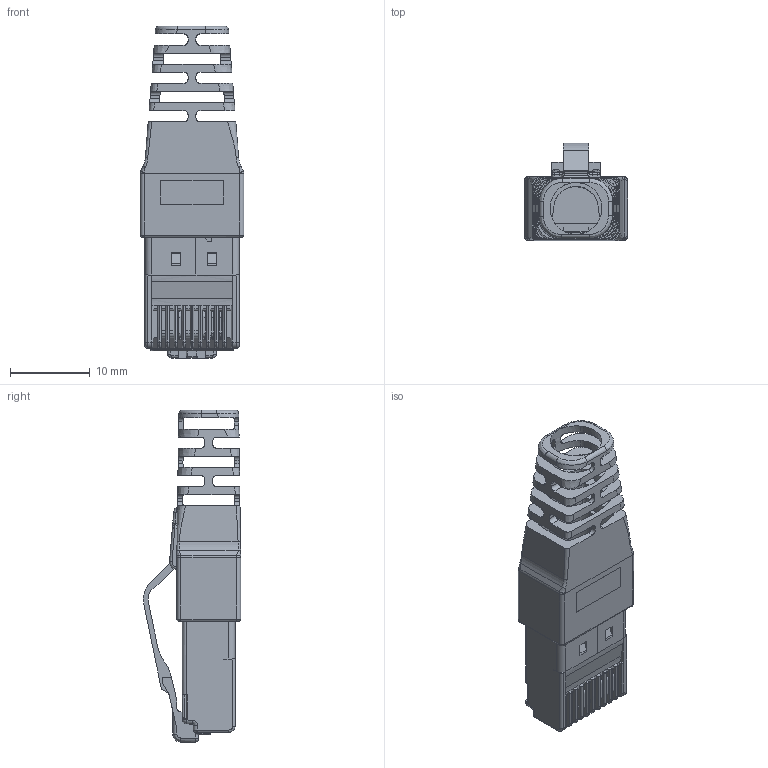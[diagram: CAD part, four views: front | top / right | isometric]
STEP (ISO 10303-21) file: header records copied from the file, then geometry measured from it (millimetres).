
FILE_DESCRIPTION(('CATIA V5 STEP Exchange','CAx-IF Rec.Pracs.--- Model Styling and Organization---1.5--- 2016-08-15','CAx-IF Rec.Pracs.---Supplemental Geometry---1.0---2011-11-01','CAx-IF Rec.Pracs.--- Composite Materials ---1.1---2010-07-15'),'2;1');
FILE_NAME ('285551-2_0', '2025-03-21T06:37:00+00:00', ('none'), ('Weidmueller'), 'CATIA Version 5-6 Release 2022 SP4 HF5', 'CATIA V5 STEP AP214 v3', 'none');
FILE_SCHEMA(('AUTOMOTIVE_DESIGN { 1 0 10303 214 1 1 1 1 }'));
Length unit declared in the file: millimetre
Products named in the file (1): 2584980000
Bounding box: 13 x 12.2 x 41.6 mm (x, y, z)
Volume: 2278.4 mm3; surface area: 2929.4 mm2
Topology: 1 solids, 3 shells, 863 faces, 2412 edges, 1530 vertices
Faces by surface type: plane 462, cylinder 260, bspline 99, torus 34, sphere 6, cone 2
Entity records: 35865 total; most frequent: CARTESIAN_POINT 15246, ORIENTED_EDGE 4812, DIRECTION 3251, EDGE_CURVE 2406, VERTEX_POINT 1530, VECTOR 1506, LINE 1506, AXIS2_PLACEMENT_3D 1025
